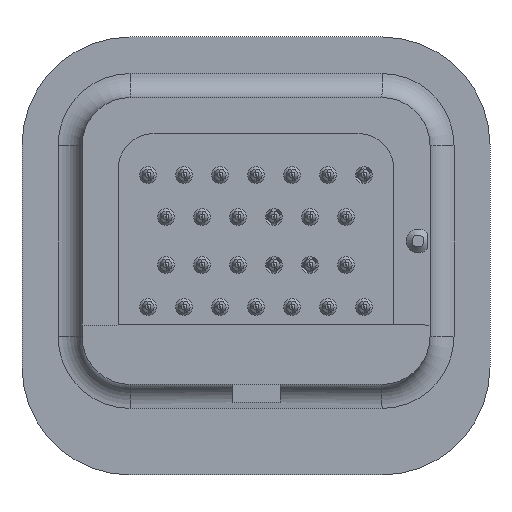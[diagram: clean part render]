
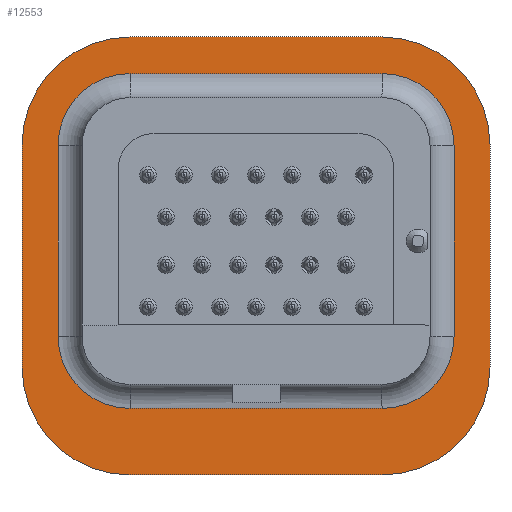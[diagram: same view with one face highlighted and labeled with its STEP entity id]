
A CAD part, front view. The second image highlights one B-rep face of the part: STEP entity #12553.
In plain terms, the highlighted planar face has unit normal (0, -1, 0).
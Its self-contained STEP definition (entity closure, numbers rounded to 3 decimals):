
#10792=CARTESIAN_POINT('',(-10.5,-17.1,17.));
#10793=VERTEX_POINT('',#10792);
#10800=CARTESIAN_POINT('',(10.5,-17.1,17.));
#10801=VERTEX_POINT('',#10800);
#10802=CARTESIAN_POINT('',(-10.5,-17.1,17.));
#10803=DIRECTION('',(1.,0.,0.));
#10804=VECTOR('',#10803,21.);
#10805=LINE('',#10802,#10804);
#10806=EDGE_CURVE('',#10793,#10801,#10805,.T.);
#10832=CARTESIAN_POINT('',(-19.5,-17.1,-10.5));
#10833=VERTEX_POINT('',#10832);
#10840=CARTESIAN_POINT('',(-19.5,-17.1,8.));
#10841=VERTEX_POINT('',#10840);
#10842=CARTESIAN_POINT('',(-19.5,-17.1,-10.5));
#10843=DIRECTION('',(0.,0.,1.));
#10844=VECTOR('',#10843,18.5);
#10845=LINE('',#10842,#10844);
#10846=EDGE_CURVE('',#10833,#10841,#10845,.T.);
#10872=CARTESIAN_POINT('',(10.5,-17.1,-19.5));
#10873=VERTEX_POINT('',#10872);
#10880=CARTESIAN_POINT('',(-10.5,-17.1,-19.5));
#10881=VERTEX_POINT('',#10880);
#10882=CARTESIAN_POINT('',(10.5,-17.1,-19.5));
#10883=DIRECTION('',(-1.,0.,0.));
#10884=VECTOR('',#10883,21.);
#10885=LINE('',#10882,#10884);
#10886=EDGE_CURVE('',#10873,#10881,#10885,.T.);
#10912=CARTESIAN_POINT('',(19.5,-17.1,8.));
#10913=VERTEX_POINT('',#10912);
#10920=CARTESIAN_POINT('',(19.5,-17.1,-10.5));
#10921=VERTEX_POINT('',#10920);
#10922=CARTESIAN_POINT('',(19.5,-17.1,8.));
#10923=DIRECTION('',(0.,0.,-1.));
#10924=VECTOR('',#10923,18.5);
#10925=LINE('',#10922,#10924);
#10926=EDGE_CURVE('',#10913,#10921,#10925,.T.);
#10950=CARTESIAN_POINT('',(-10.5,-17.1,-10.5));
#10951=DIRECTION('',(0.,0.,-1.));
#10952=DIRECTION('',(0.,1.,0.));
#10953=AXIS2_PLACEMENT_3D('',#10950,#10952,#10951);
#10954=CIRCLE('',#10953,9.);
#10955=EDGE_CURVE('',#10881,#10833,#10954,.T.);
#10974=CARTESIAN_POINT('',(10.5,-17.1,-10.5));
#10975=DIRECTION('',(1.,0.,0.));
#10976=DIRECTION('',(0.,1.,0.));
#10977=AXIS2_PLACEMENT_3D('',#10974,#10976,#10975);
#10978=CIRCLE('',#10977,9.);
#10979=EDGE_CURVE('',#10921,#10873,#10978,.T.);
#10998=CARTESIAN_POINT('',(10.5,-17.1,8.));
#10999=DIRECTION('',(0.,0.,1.));
#11000=DIRECTION('',(0.,1.,0.));
#11001=AXIS2_PLACEMENT_3D('',#10998,#11000,#10999);
#11002=CIRCLE('',#11001,9.);
#11003=EDGE_CURVE('',#10801,#10913,#11002,.T.);
#11022=CARTESIAN_POINT('',(-10.5,-17.1,8.));
#11023=DIRECTION('',(-1.,0.,0.));
#11024=DIRECTION('',(0.,1.,0.));
#11025=AXIS2_PLACEMENT_3D('',#11022,#11024,#11023);
#11026=CIRCLE('',#11025,9.);
#11027=EDGE_CURVE('',#10841,#10793,#11026,.T.);
#12468=CARTESIAN_POINT('',(0.,-17.1,-1.25));
#12469=DIRECTION('',(-1.,0.,0.));
#12470=DIRECTION('',(-0.,-1.,-0.));
#12471=AXIS2_PLACEMENT_3D('',#12468,#12470,#12469);
#12472=PLANE('',#12471);
#12473=ORIENTED_EDGE('',*,*,#10846,.F.);
#12474=ORIENTED_EDGE('',*,*,#10955,.F.);
#12475=ORIENTED_EDGE('',*,*,#10886,.F.);
#12476=ORIENTED_EDGE('',*,*,#10979,.F.);
#12477=ORIENTED_EDGE('',*,*,#10926,.F.);
#12478=ORIENTED_EDGE('',*,*,#11003,.F.);
#12479=ORIENTED_EDGE('',*,*,#10806,.F.);
#12480=ORIENTED_EDGE('',*,*,#11027,.F.);
#12481=EDGE_LOOP('',(#12473,#12474,#12475,#12476,#12477,#12478,#12479,#12480));
#12482=FACE_OUTER_BOUND('',#12481,.T.);
#12483=CARTESIAN_POINT('',(16.5,-17.1,7.95));
#12484=VERTEX_POINT('',#12483);
#12485=CARTESIAN_POINT('',(16.5,-17.1,-7.95));
#12486=VERTEX_POINT('',#12485);
#12487=CARTESIAN_POINT('',(16.5,-17.1,7.95));
#12488=DIRECTION('',(0.,0.,-1.));
#12489=VECTOR('',#12488,15.9);
#12490=LINE('',#12487,#12489);
#12491=EDGE_CURVE('',#12484,#12486,#12490,.T.);
#12492=ORIENTED_EDGE('',*,*,#12491,.T.);
#12493=CARTESIAN_POINT('',(10.5,-17.1,-13.95));
#12494=VERTEX_POINT('',#12493);
#12495=CARTESIAN_POINT('',(10.5,-17.1,-7.95));
#12496=DIRECTION('',(1.,0.,0.));
#12497=DIRECTION('',(0.,1.,0.));
#12498=AXIS2_PLACEMENT_3D('',#12495,#12497,#12496);
#12499=CIRCLE('',#12498,6.);
#12500=EDGE_CURVE('',#12486,#12494,#12499,.T.);
#12501=ORIENTED_EDGE('',*,*,#12500,.T.);
#12502=CARTESIAN_POINT('',(-10.5,-17.1,-13.95));
#12503=VERTEX_POINT('',#12502);
#12504=CARTESIAN_POINT('',(10.5,-17.1,-13.95));
#12505=DIRECTION('',(-1.,0.,0.));
#12506=VECTOR('',#12505,21.);
#12507=LINE('',#12504,#12506);
#12508=EDGE_CURVE('',#12494,#12503,#12507,.T.);
#12509=ORIENTED_EDGE('',*,*,#12508,.T.);
#12510=CARTESIAN_POINT('',(-16.5,-17.1,-7.95));
#12511=VERTEX_POINT('',#12510);
#12512=CARTESIAN_POINT('',(-10.5,-17.1,-7.95));
#12513=DIRECTION('',(0.,0.,-1.));
#12514=DIRECTION('',(0.,1.,-0.));
#12515=AXIS2_PLACEMENT_3D('',#12512,#12514,#12513);
#12516=CIRCLE('',#12515,6.);
#12517=EDGE_CURVE('',#12503,#12511,#12516,.T.);
#12518=ORIENTED_EDGE('',*,*,#12517,.T.);
#12519=CARTESIAN_POINT('',(-16.5,-17.1,7.95));
#12520=VERTEX_POINT('',#12519);
#12521=CARTESIAN_POINT('',(-16.5,-17.1,-7.95));
#12522=DIRECTION('',(0.,0.,1.));
#12523=VECTOR('',#12522,15.9);
#12524=LINE('',#12521,#12523);
#12525=EDGE_CURVE('',#12511,#12520,#12524,.T.);
#12526=ORIENTED_EDGE('',*,*,#12525,.T.);
#12527=CARTESIAN_POINT('',(-10.5,-17.1,13.95));
#12528=VERTEX_POINT('',#12527);
#12529=CARTESIAN_POINT('',(-10.5,-17.1,7.95));
#12530=DIRECTION('',(-1.,0.,0.));
#12531=DIRECTION('',(0.,1.,0.));
#12532=AXIS2_PLACEMENT_3D('',#12529,#12531,#12530);
#12533=CIRCLE('',#12532,6.);
#12534=EDGE_CURVE('',#12520,#12528,#12533,.T.);
#12535=ORIENTED_EDGE('',*,*,#12534,.T.);
#12536=CARTESIAN_POINT('',(10.5,-17.1,13.95));
#12537=VERTEX_POINT('',#12536);
#12538=CARTESIAN_POINT('',(-10.5,-17.1,13.95));
#12539=DIRECTION('',(1.,0.,0.));
#12540=VECTOR('',#12539,21.);
#12541=LINE('',#12538,#12540);
#12542=EDGE_CURVE('',#12528,#12537,#12541,.T.);
#12543=ORIENTED_EDGE('',*,*,#12542,.T.);
#12544=CARTESIAN_POINT('',(10.5,-17.1,7.95));
#12545=DIRECTION('',(0.,0.,1.));
#12546=DIRECTION('',(0.,1.,0.));
#12547=AXIS2_PLACEMENT_3D('',#12544,#12546,#12545);
#12548=CIRCLE('',#12547,6.);
#12549=EDGE_CURVE('',#12537,#12484,#12548,.T.);
#12550=ORIENTED_EDGE('',*,*,#12549,.T.);
#12551=EDGE_LOOP('',(#12492,#12501,#12509,#12518,#12526,#12535,#12543,#12550));
#12552=FACE_BOUND('',#12551,.T.);
#12553=ADVANCED_FACE('',(#12482,#12552),#12472,.T.);
